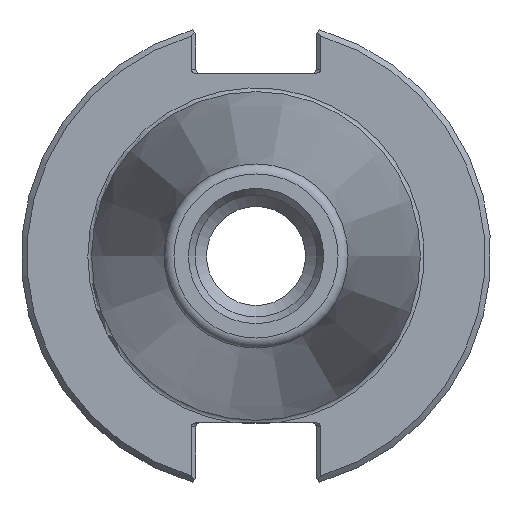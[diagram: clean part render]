
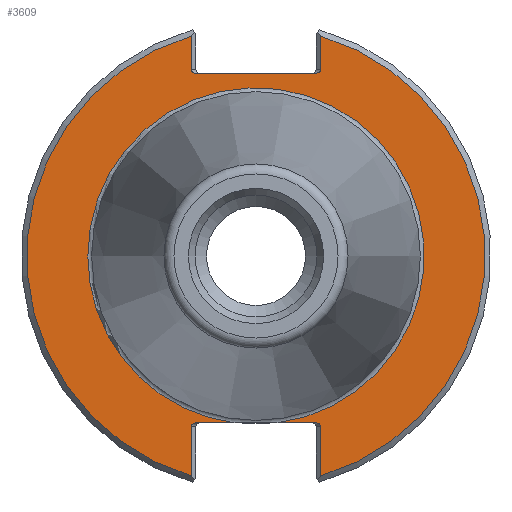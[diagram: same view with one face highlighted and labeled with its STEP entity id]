
A CAD part, left-side view. The second image highlights one B-rep face of the part: STEP entity #3609.
In plain terms, the highlighted planar face has unit normal (-1, 0, 0).
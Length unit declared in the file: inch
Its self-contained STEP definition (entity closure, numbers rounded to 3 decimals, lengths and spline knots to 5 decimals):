
#2667=CARTESIAN_POINT('',(0.125,0.345,0.992));
#2668=VERTEX_POINT('',#2667);
#2675=CARTESIAN_POINT('',(0.125,0.31672,0.972));
#2676=VERTEX_POINT('',#2675);
#2677=CARTESIAN_POINT('',(0.125,0.31672,0.992));
#2678=DIRECTION('',(-1.0,0.0,0.0));
#2679=DIRECTION('',(0.0,1.0,0.0));
#2680=AXIS2_PLACEMENT_3D('',#2677,#2678,#2679);
#2681=ELLIPSE('',#2680,0.02828,0.02);
#2682=EDGE_CURVE('',#2668,#2676,#2681,.T.);
#2767=CARTESIAN_POINT('',(0.125,0.345,1.1702));
#2768=VERTEX_POINT('',#2767);
#2775=CARTESIAN_POINT('',(0.125,0.345,1.1702));
#2776=DIRECTION('',(0.0,0.0,-1.0));
#2777=VECTOR('',#2776,0.1782);
#2778=LINE('',#2775,#2777);
#2779=EDGE_CURVE('',#2768,#2668,#2778,.T.);
#2879=CARTESIAN_POINT('',(0.125,-0.31672,0.972));
#2880=VERTEX_POINT('',#2879);
#2887=CARTESIAN_POINT('',(0.125,-0.345,0.992));
#2888=VERTEX_POINT('',#2887);
#2889=CARTESIAN_POINT('',(0.125,-0.31672,0.992));
#2890=DIRECTION('',(-1.0,0.0,0.0));
#2891=DIRECTION('',(0.0,-1.0,0.0));
#2892=AXIS2_PLACEMENT_3D('',#2889,#2890,#2891);
#2893=ELLIPSE('',#2892,0.02828,0.02);
#2894=EDGE_CURVE('',#2880,#2888,#2893,.T.);
#2944=CARTESIAN_POINT('',(0.125,-0.345,1.1702));
#2945=VERTEX_POINT('',#2944);
#2946=CARTESIAN_POINT('',(0.125,-0.345,0.992));
#2947=DIRECTION('',(0.0,0.0,1.0));
#2948=VECTOR('',#2947,0.1782);
#2949=LINE('',#2946,#2948);
#2950=EDGE_CURVE('',#2888,#2945,#2949,.T.);
#2968=CARTESIAN_POINT('',(0.125,-0.345,-0.908));
#2969=VERTEX_POINT('',#2968);
#2970=CARTESIAN_POINT('',(0.125,-0.31672,-0.888));
#2971=VERTEX_POINT('',#2970);
#2972=CARTESIAN_POINT('',(0.125,-0.31672,-0.908));
#2973=DIRECTION('',(-1.0,0.0,0.0));
#2974=DIRECTION('',(0.0,-1.0,0.0));
#2975=AXIS2_PLACEMENT_3D('',#2972,#2973,#2974);
#2976=ELLIPSE('',#2975,0.02828,0.02);
#2977=EDGE_CURVE('',#2969,#2971,#2976,.T.);
#3075=CARTESIAN_POINT('',(0.125,-0.345,-1.1702));
#3076=VERTEX_POINT('',#3075);
#3083=CARTESIAN_POINT('',(0.125,-0.345,-1.1702));
#3084=DIRECTION('',(0.0,0.0,1.0));
#3085=VECTOR('',#3084,0.2622);
#3086=LINE('',#3083,#3085);
#3087=EDGE_CURVE('',#3076,#2969,#3086,.T.);
#3187=CARTESIAN_POINT('',(0.125,0.31672,-0.888));
#3188=VERTEX_POINT('',#3187);
#3195=CARTESIAN_POINT('',(0.125,0.345,-0.908));
#3196=VERTEX_POINT('',#3195);
#3197=CARTESIAN_POINT('',(0.125,0.31672,-0.908));
#3198=DIRECTION('',(-1.0,0.0,0.0));
#3199=DIRECTION('',(0.0,1.0,0.0));
#3200=AXIS2_PLACEMENT_3D('',#3197,#3198,#3199);
#3201=ELLIPSE('',#3200,0.02828,0.02);
#3202=EDGE_CURVE('',#3188,#3196,#3201,.T.);
#3252=CARTESIAN_POINT('',(0.125,0.345,-1.1702));
#3253=VERTEX_POINT('',#3252);
#3254=CARTESIAN_POINT('',(0.125,0.345,-0.908));
#3255=DIRECTION('',(0.0,0.0,-1.0));
#3256=VECTOR('',#3255,0.2622);
#3257=LINE('',#3254,#3256);
#3258=EDGE_CURVE('',#3196,#3253,#3257,.T.);
#3325=CARTESIAN_POINT('',(0.125,0.31672,0.972));
#3326=DIRECTION('',(0.0,-1.0,0.0));
#3327=VECTOR('',#3326,0.63343);
#3328=LINE('',#3325,#3327);
#3329=EDGE_CURVE('',#2676,#2880,#3328,.T.);
#3527=CARTESIAN_POINT('',(0.125,-0.11172,-0.888));
#3528=VERTEX_POINT('',#3527);
#3529=CARTESIAN_POINT('',(0.125,0.11172,-0.888));
#3530=VERTEX_POINT('',#3529);
#3545=CARTESIAN_POINT('',(0.125,0.,0.0));
#3546=DIRECTION('',(-1.0,0.0,0.0));
#3547=DIRECTION('',(0.0,-1.0,0.0));
#3548=AXIS2_PLACEMENT_3D('',#3545,#3546,#3547);
#3549=CIRCLE('',#3548,0.895);
#3550=EDGE_CURVE('',#3528,#3530,#3549,.T.);
#3566=CARTESIAN_POINT('',(0.125,1.0625,0.0));
#3567=DIRECTION('',(-1.0,0.0,0.0));
#3568=DIRECTION('',(0.0,0.0,1.0));
#3569=AXIS2_PLACEMENT_3D('',#3566,#3567,#3568);
#3570=PLANE('',#3569);
#3571=ORIENTED_EDGE('',*,*,#3550,.F.);
#3572=CARTESIAN_POINT('',(0.125,-0.31672,-0.888));
#3573=DIRECTION('',(0.0,1.0,0.0));
#3574=VECTOR('',#3573,0.205);
#3575=LINE('',#3572,#3574);
#3576=EDGE_CURVE('',#2971,#3528,#3575,.T.);
#3577=ORIENTED_EDGE('',*,*,#3576,.F.);
#3578=ORIENTED_EDGE('',*,*,#2977,.F.);
#3579=ORIENTED_EDGE('',*,*,#3087,.F.);
#3580=CARTESIAN_POINT('',(0.125,0.,0.0));
#3581=DIRECTION('',(1.0,0.0,0.0));
#3582=DIRECTION('',(0.0,-1.0,0.0));
#3583=AXIS2_PLACEMENT_3D('',#3580,#3581,#3582);
#3584=CIRCLE('',#3583,1.22);
#3585=EDGE_CURVE('',#2945,#3076,#3584,.T.);
#3586=ORIENTED_EDGE('',*,*,#3585,.F.);
#3587=ORIENTED_EDGE('',*,*,#2950,.F.);
#3588=ORIENTED_EDGE('',*,*,#2894,.F.);
#3589=ORIENTED_EDGE('',*,*,#3329,.F.);
#3590=ORIENTED_EDGE('',*,*,#2682,.F.);
#3591=ORIENTED_EDGE('',*,*,#2779,.F.);
#3592=CARTESIAN_POINT('',(0.125,0.,0.0));
#3593=DIRECTION('',(1.0,0.0,0.0));
#3594=DIRECTION('',(0.0,1.0,0.0));
#3595=AXIS2_PLACEMENT_3D('',#3592,#3593,#3594);
#3596=CIRCLE('',#3595,1.22);
#3597=EDGE_CURVE('',#3253,#2768,#3596,.T.);
#3598=ORIENTED_EDGE('',*,*,#3597,.F.);
#3599=ORIENTED_EDGE('',*,*,#3258,.F.);
#3600=ORIENTED_EDGE('',*,*,#3202,.F.);
#3601=CARTESIAN_POINT('',(0.125,0.11172,-0.888));
#3602=DIRECTION('',(0.0,1.0,0.0));
#3603=VECTOR('',#3602,0.205);
#3604=LINE('',#3601,#3603);
#3605=EDGE_CURVE('',#3530,#3188,#3604,.T.);
#3606=ORIENTED_EDGE('',*,*,#3605,.F.);
#3607=EDGE_LOOP('',(#3571,#3577,#3578,#3579,#3586,#3587,#3588,#3589,#3590,#3591,#3598,#3599,#3600,#3606));
#3608=FACE_OUTER_BOUND('',#3607,.T.);
#3609=ADVANCED_FACE('',(#3608),#3570,.T.);
